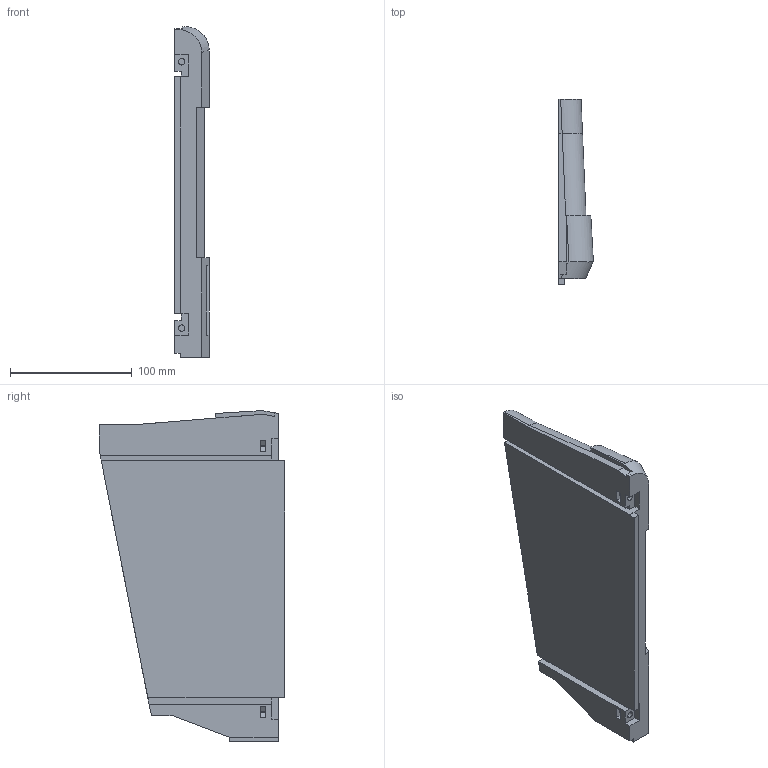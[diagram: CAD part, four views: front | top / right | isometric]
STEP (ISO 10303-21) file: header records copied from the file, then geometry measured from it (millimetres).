
FILE_DESCRIPTION (( 'STEP AP214' ), '1' );
FILE_NAME ('body-left-bottom.STEP', '2024-04-28T05:31:58', ( '' ), ( '' ), 'SwSTEP 2.0', 'SolidWorks 2023', '' );
FILE_SCHEMA (( 'AUTOMOTIVE_DESIGN' ));
Length unit declared in the file: millimetre
Products named in the file (1): body-left-bottom
Bounding box: 28.33 x 151.67 x 271.17 mm (x, y, z)
Volume: 683571.6 mm3; surface area: 90790.3 mm2
Topology: 1 solids, 1 shells, 121 faces, 332 edges, 220 vertices
Faces by surface type: plane 100, cylinder 20, bspline 1
Entity records: 3871 total; most frequent: CARTESIAN_POINT 808, ORIENTED_EDGE 664, DIRECTION 574, EDGE_CURVE 332, VECTOR 284, LINE 284, VERTEX_POINT 220, AXIS2_PLACEMENT_3D 145
